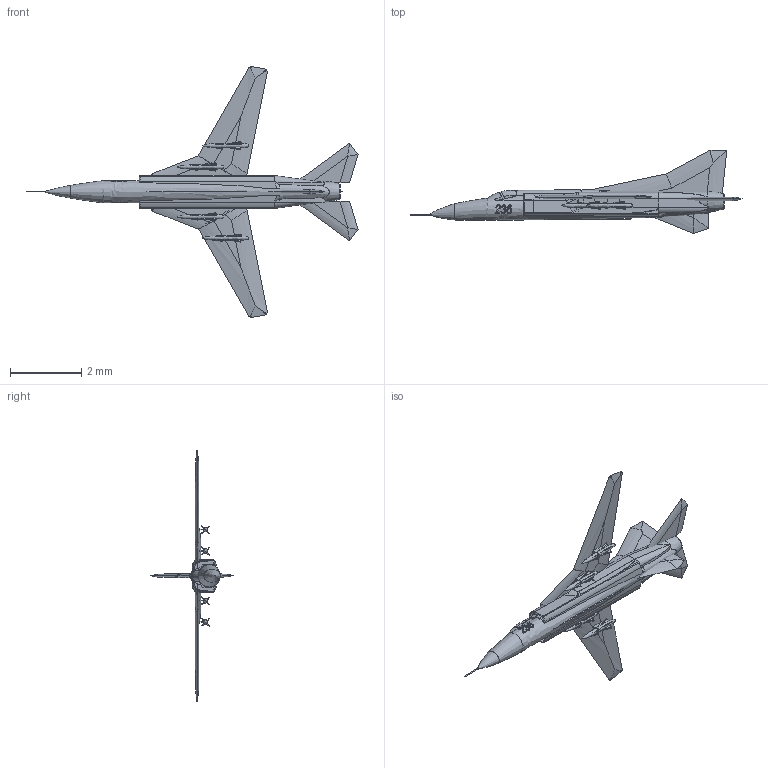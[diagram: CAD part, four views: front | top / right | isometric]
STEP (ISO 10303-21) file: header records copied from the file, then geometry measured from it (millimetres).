
FILE_DESCRIPTION(/* description */ (''),/* implementation_level */ '2;1');
FILE_NAME(/* name */ 'MIG-23 Flogger v2.step',/* time_stamp */ '2022-05-09T07:20:51-04:00',/* author */ (''),/* organization */ (''),/* preprocessor_version */ 'ST-DEVELOPER v18.1',/* originating_system */ 'Autodesk Translation Framework v10.10.0.1391',/* authorisation */ '');
FILE_SCHEMA (('AUTOMOTIVE_DESIGN { 1 0 10303 214 3 1 1 }'));
Length unit declared in the file: millimetre
Products named in the file (4): MIG-23 Flogger; Component1; TAIL; WINGS
Assembly tree (3 placements, depth 2):
  MIG-23 Flogger
    Component1
    TAIL
    WINGS
Bounding box: 9.34 x 2.34 x 7.05 mm (x, y, z)
Volume: 4.5 mm3; surface area: 58.1 mm2
Topology: 28 solids, 29 shells, 628 faces, 1546 edges, 998 vertices
Faces by surface type: cylinder 229, plane 197, bspline 195, torus 5, cone 2
Full cylindrical faces by diameter (mm): 0.02 x2, 0.412 x2
Entity records: 25149 total; most frequent: CARTESIAN_POINT 11831, ORIENTED_EDGE 3072, DIRECTION 2034, EDGE_CURVE 1536, VERTEX_POINT 998, AXIS2_PLACEMENT_3D 706, EDGE_LOOP 664, B_SPLINE_CURVE_WITH_KNOTS 648
